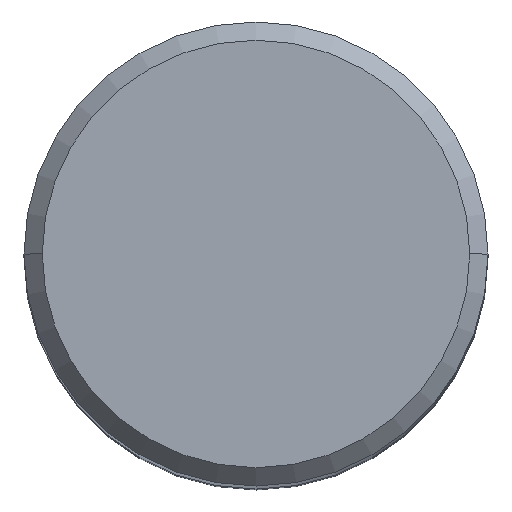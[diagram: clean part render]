
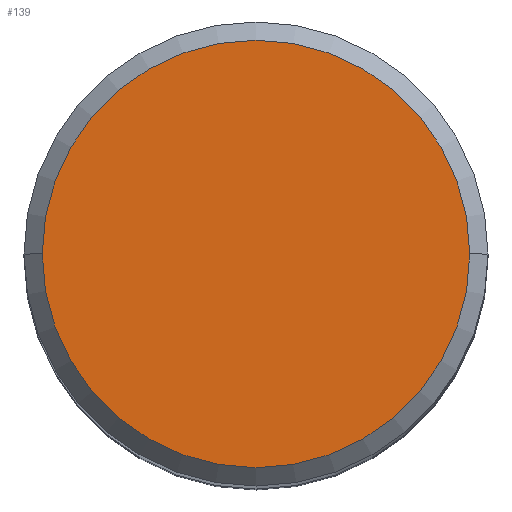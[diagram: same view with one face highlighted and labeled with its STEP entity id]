
A CAD part, top view. The second image highlights one B-rep face of the part: STEP entity #139.
In plain terms, the highlighted planar face has unit normal (0, 0, 1).
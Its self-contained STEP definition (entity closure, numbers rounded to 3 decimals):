
#30=PLANE('',#1302);
#139=ADVANCED_FACE('',(#277),#30,.F.);
#277=FACE_OUTER_BOUND('',#345,.T.);
#345=EDGE_LOOP('',(#602,#603));
#602=ORIENTED_EDGE('',*,*,#810,.T.);
#603=ORIENTED_EDGE('',*,*,#809,.T.);
#678=VERTEX_POINT('',#2769);
#679=VERTEX_POINT('',#2771);
#809=EDGE_CURVE('',#678,#679,#982,.T.);
#810=EDGE_CURVE('',#679,#678,#983,.T.);
#982=CIRCLE('',#1299,11.7);
#983=CIRCLE('',#1301,11.7);
#1299=AXIS2_PLACEMENT_3D('',#2772,#1593,#1594);
#1301=AXIS2_PLACEMENT_3D('',#2774,#1597,#1598);
#1302=AXIS2_PLACEMENT_3D('',#2775,#1599,#1600);
#1593=DIRECTION('',(0.,0.,1.));
#1594=DIRECTION('',(-1.,0.,0.));
#1597=DIRECTION('',(0.,0.,1.));
#1598=DIRECTION('',(1.,0.,0.));
#1599=DIRECTION('',(0.,0.,-1.));
#1600=DIRECTION('',(-1.,0.,0.));
#2769=CARTESIAN_POINT('',(-11.7,0.,0.));
#2771=CARTESIAN_POINT('',(11.7,0.,0.));
#2772=CARTESIAN_POINT('',(0.,0.,0.));
#2774=CARTESIAN_POINT('',(0.,0.,0.));
#2775=CARTESIAN_POINT('',(0.,0.,0.));
